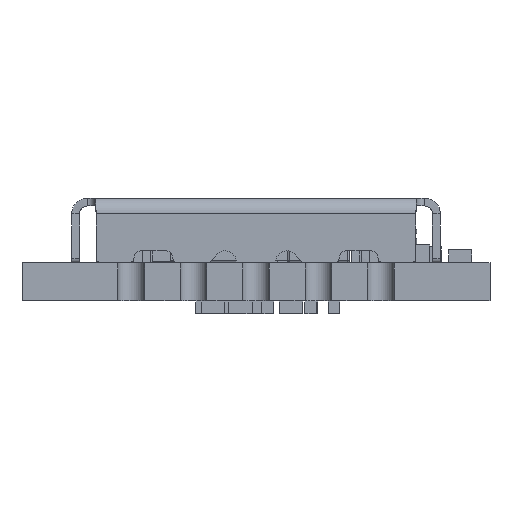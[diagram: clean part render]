
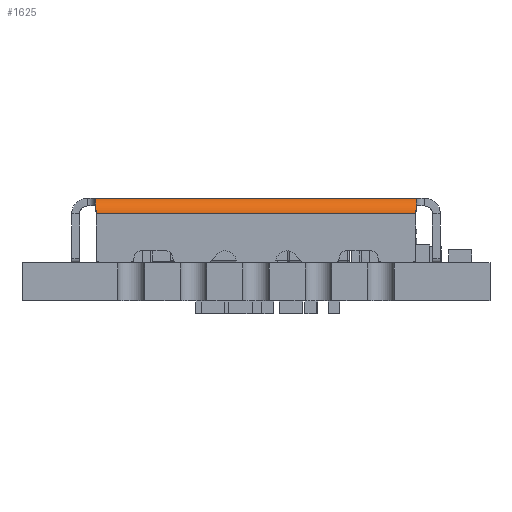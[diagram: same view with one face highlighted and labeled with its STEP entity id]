
A CAD part, front view. The second image highlights one B-rep face of the part: STEP entity #1625.
In plain terms, the highlighted cylindrical face has radius 0.4 mm (diameter 0.8 mm), a partial arc.
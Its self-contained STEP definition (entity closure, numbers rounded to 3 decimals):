
#713 = CARTESIAN_POINT ( 'NONE',  ( 1.899, 1.275, 1.356 ) ) ;
#768 = CARTESIAN_POINT ( 'NONE',  ( 10.125, 1.675, 1.65 ) ) ;
#1550 = B_SPLINE_CURVE_WITH_KNOTS ( 'NONE', 3,
 ( #5795, #11698, #3146, #26269, #9559, #768 ),
 .UNSPECIFIED., .F., .F.,
 ( 4, 2, 4 ),
 ( 0., 0., 0.001 ),
 .UNSPECIFIED. ) ;
#1625 = ADVANCED_FACE ( 'NONE', ( #10808 ), #12164, .T. ) ;
#2118 = AXIS2_PLACEMENT_3D ( 'NONE', #29170, #14815, #29040 ) ;
#2461 = VERTEX_POINT ( 'NONE', #27258 ) ;
#2599 = VERTEX_POINT ( 'NONE', #32841 ) ;
#3146 = CARTESIAN_POINT ( 'NONE',  ( 10.107, 1.318, 1.459 ) ) ;
#3765 = CARTESIAN_POINT ( 'NONE',  ( 1.881, 1.466, 1.607 ) ) ;
#4018 = VECTOR ( 'NONE', #33058, 1000. ) ;
#4133 = EDGE_CURVE ( 'NONE', #2599, #2461, #35936, .T. ) ;
#5498 = CARTESIAN_POINT ( 'NONE',  ( 1.875, 1.569, 1.65 ) ) ;
#5795 = CARTESIAN_POINT ( 'NONE',  ( 10.101, 1.275, 1.25 ) ) ;
#8081 = EDGE_CURVE ( 'NONE', #25902, #29872, #1550, .T. ) ;
#8396 = ORIENTED_EDGE ( 'NONE', *, *, #8081, .T. ) ;
#8546 = EDGE_LOOP ( 'NONE', ( #8396, #25679, #25332, #29301 ) ) ;
#8903 = CARTESIAN_POINT ( 'NONE',  ( 10.125, 1.675, 1.65 ) ) ;
#9559 = CARTESIAN_POINT ( 'NONE',  ( 10.125, 1.569, 1.65 ) ) ;
#9693 = DIRECTION ( 'NONE',  ( 1., 0., 0. ) ) ;
#10808 = FACE_OUTER_BOUND ( 'NONE', #8546, .T. ) ;
#11698 = CARTESIAN_POINT ( 'NONE',  ( 10.101, 1.275, 1.356 ) ) ;
#12164 = CYLINDRICAL_SURFACE ( 'NONE', #2118, 0.4 ) ;
#14815 = DIRECTION ( 'NONE',  ( -1., 0., 0. ) ) ;
#16686 = CARTESIAN_POINT ( 'NONE',  ( 1.899, 1.275, 1.25 ) ) ;
#19117 = CARTESIAN_POINT ( 'NONE',  ( 10.101, 1.275, 1.25 ) ) ;
#20174 = LINE ( 'NONE', #29817, #4018 ) ;
#21097 = CARTESIAN_POINT ( 'NONE',  ( 0., 1.675, 1.65 ) ) ;
#23790 = VECTOR ( 'NONE', #9693, 1000. ) ;
#25332 = ORIENTED_EDGE ( 'NONE', *, *, #4133, .T. ) ;
#25679 = ORIENTED_EDGE ( 'NONE', *, *, #26569, .F. ) ;
#25902 = VERTEX_POINT ( 'NONE', #19117 ) ;
#26269 = CARTESIAN_POINT ( 'NONE',  ( 10.119, 1.466, 1.606 ) ) ;
#26556 = EDGE_CURVE ( 'NONE', #2461, #25902, #20174, .T. ) ;
#26569 = EDGE_CURVE ( 'NONE', #2599, #29872, #31859, .T. ) ;
#27258 = CARTESIAN_POINT ( 'NONE',  ( 1.899, 1.275, 1.25 ) ) ;
#28404 = CARTESIAN_POINT ( 'NONE',  ( 1.893, 1.319, 1.459 ) ) ;
#29040 = DIRECTION ( 'NONE',  ( 0., -1., 0. ) ) ;
#29170 = CARTESIAN_POINT ( 'NONE',  ( 0., 1.675, 1.25 ) ) ;
#29301 = ORIENTED_EDGE ( 'NONE', *, *, #26556, .T. ) ;
#29586 = CARTESIAN_POINT ( 'NONE',  ( 1.875, 1.675, 1.65 ) ) ;
#29817 = CARTESIAN_POINT ( 'NONE',  ( 0., 1.275, 1.25 ) ) ;
#29872 = VERTEX_POINT ( 'NONE', #8903 ) ;
#31859 = LINE ( 'NONE', #21097, #23790 ) ;
#32841 = CARTESIAN_POINT ( 'NONE',  ( 1.875, 1.675, 1.65 ) ) ;
#33058 = DIRECTION ( 'NONE',  ( 1., 0., 0. ) ) ;
#35936 = B_SPLINE_CURVE_WITH_KNOTS ( 'NONE', 3,
 ( #29586, #5498, #3765, #28404, #713, #16686 ),
 .UNSPECIFIED., .F., .F.,
 ( 4, 2, 4 ),
 ( 0., 0., 0.001 ),
 .UNSPECIFIED. ) ;
